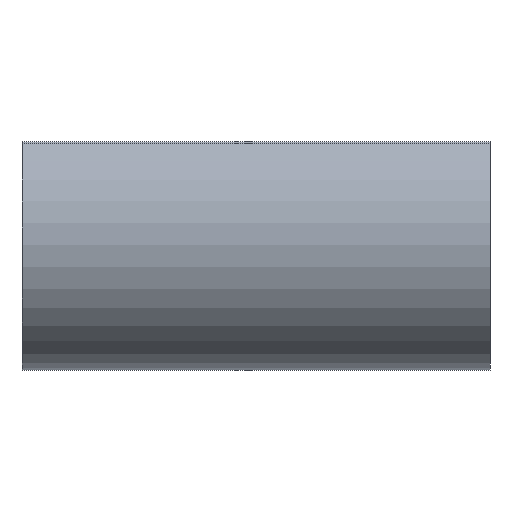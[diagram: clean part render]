
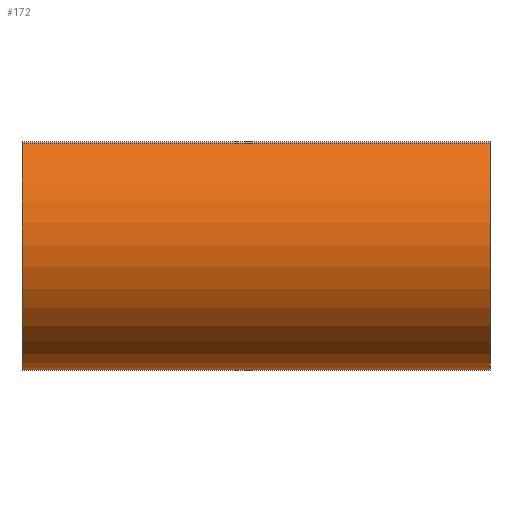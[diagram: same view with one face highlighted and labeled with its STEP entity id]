
A CAD part, left-side view. The second image highlights one B-rep face of the part: STEP entity #172.
In plain terms, the highlighted cylindrical face has radius 6.35 mm (diameter 12.7 mm), a partial arc.
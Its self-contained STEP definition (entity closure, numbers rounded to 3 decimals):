
#42 = VERTEX_POINT ( 'NONE', #368 ) ;
#46 = VERTEX_POINT ( 'NONE', #366 ) ;
#47 = CIRCLE ( 'NONE', #138, 6.35 ) ;
#67 = ORIENTED_EDGE ( 'NONE', *, *, #69, .T. ) ;
#69 = EDGE_CURVE ( 'NONE', #42, #163, #400, .T. ) ;
#76 = CARTESIAN_POINT ( 'NONE',  ( 0., 22.225, -6.35 ) ) ;
#84 = LINE ( 'NONE', #76, #322 ) ;
#89 = CARTESIAN_POINT ( 'NONE',  ( -4.555, 22.225, 4.424 ) ) ;
#90 = DIRECTION ( 'NONE',  ( 0., 0., -1. ) ) ;
#91 = DIRECTION ( 'NONE',  ( 0., 1., 0. ) ) ;
#97 = DIRECTION ( 'NONE',  ( 0., -1., 0. ) ) ;
#108 = DIRECTION ( 'NONE',  ( 0., 1., 0. ) ) ;
#136 = DIRECTION ( 'NONE',  ( 0., -1., 0. ) ) ;
#138 = AXIS2_PLACEMENT_3D ( 'NONE', #281, #108, #339 ) ;
#152 = AXIS2_PLACEMENT_3D ( 'NONE', #196, #97, #321 ) ;
#163 = VERTEX_POINT ( 'NONE', #89 ) ;
#172 = ADVANCED_FACE ( 'NONE', ( #264 ), #347, .T. ) ;
#186 = CARTESIAN_POINT ( 'NONE',  ( -4.555, 22.225, 4.424 ) ) ;
#196 = CARTESIAN_POINT ( 'NONE',  ( 0., 22.225, 0. ) ) ;
#210 = AXIS2_PLACEMENT_3D ( 'NONE', #373, #91, #90 ) ;
#216 = CARTESIAN_POINT ( 'NONE',  ( 0., 22.225, -6.35 ) ) ;
#231 = EDGE_CURVE ( 'NONE', #46, #42, #379, .T. ) ;
#241 = ORIENTED_EDGE ( 'NONE', *, *, #331, .T. ) ;
#256 = VECTOR ( 'NONE', #342, 1000. ) ;
#264 = FACE_OUTER_BOUND ( 'NONE', #297, .T. ) ;
#281 = CARTESIAN_POINT ( 'NONE',  ( 0., 22.225, 0. ) ) ;
#297 = EDGE_LOOP ( 'NONE', ( #327, #241, #384, #67 ) ) ;
#321 = DIRECTION ( 'NONE',  ( 0., 0., -1. ) ) ;
#322 = VECTOR ( 'NONE', #136, 1000. ) ;
#327 = ORIENTED_EDGE ( 'NONE', *, *, #352, .F. ) ;
#331 = EDGE_CURVE ( 'NONE', #336, #46, #84, .T. ) ;
#336 = VERTEX_POINT ( 'NONE', #216 ) ;
#339 = DIRECTION ( 'NONE',  ( 0., 0., -1. ) ) ;
#342 = DIRECTION ( 'NONE',  ( 0., 1., 0. ) ) ;
#347 = CYLINDRICAL_SURFACE ( 'NONE', #152, 6.35 ) ;
#352 = EDGE_CURVE ( 'NONE', #336, #163, #47, .T. ) ;
#366 = CARTESIAN_POINT ( 'NONE',  ( 0., 0., -6.35 ) ) ;
#368 = CARTESIAN_POINT ( 'NONE',  ( -4.555, 0., 4.424 ) ) ;
#373 = CARTESIAN_POINT ( 'NONE',  ( 0., 0., 0. ) ) ;
#379 = CIRCLE ( 'NONE', #210, 6.35 ) ;
#384 = ORIENTED_EDGE ( 'NONE', *, *, #231, .T. ) ;
#400 = LINE ( 'NONE', #186, #256 ) ;
